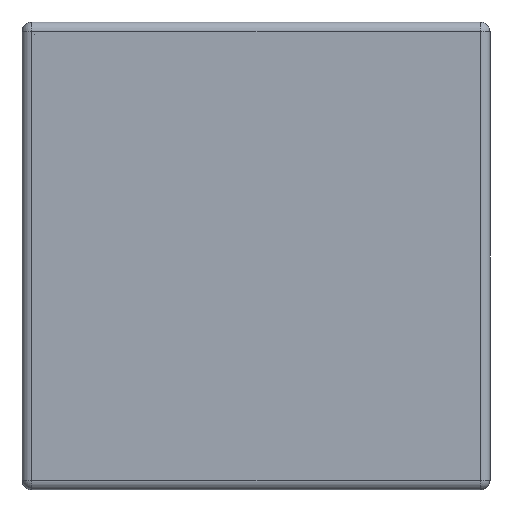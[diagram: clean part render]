
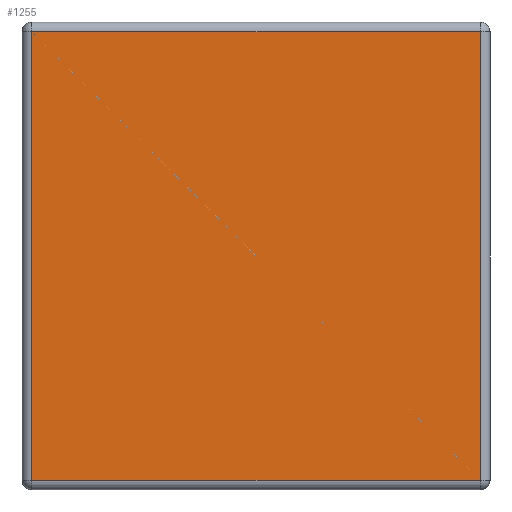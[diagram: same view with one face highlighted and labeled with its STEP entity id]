
A CAD part, left-side view. The second image highlights one B-rep face of the part: STEP entity #1255.
In plain terms, the highlighted planar face has unit normal (-1, 0, 0).
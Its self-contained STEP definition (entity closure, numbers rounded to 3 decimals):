
#57 = LINE ( 'NONE', #4012, #177 ) ;
#177 = VECTOR ( 'NONE', #4346, 1000. ) ;
#420 = EDGE_CURVE ( 'NONE', #656, #2212, #3830, .T. ) ;
#656 = VERTEX_POINT ( 'NONE', #2365 ) ;
#776 = VECTOR ( 'NONE', #2986, 1000. ) ;
#810 = DIRECTION ( 'NONE',  ( -1., 0., 0. ) ) ;
#1047 = VERTEX_POINT ( 'NONE', #2094 ) ;
#1075 = ORIENTED_EDGE ( 'NONE', *, *, #1101, .T. ) ;
#1101 = EDGE_CURVE ( 'NONE', #2212, #3931, #57, .T. ) ;
#1213 = CARTESIAN_POINT ( 'NONE',  ( 0., 0., -1.42 ) ) ;
#1255 = ADVANCED_FACE ( 'NONE', ( #4041 ), #1943, .T. ) ;
#1311 = LINE ( 'NONE', #3825, #4035 ) ;
#1565 = EDGE_LOOP ( 'NONE', ( #2527, #4506, #3022, #1075 ) ) ;
#1589 = AXIS2_PLACEMENT_3D ( 'NONE', #2249, #810, #4061 ) ;
#1816 = CARTESIAN_POINT ( 'NONE',  ( 0., 1.42, -0.03 ) ) ;
#1943 = PLANE ( 'NONE',  #1589 ) ;
#2093 = EDGE_CURVE ( 'NONE', #1047, #656, #1311, .T. ) ;
#2094 = CARTESIAN_POINT ( 'NONE',  ( 0., 0.03, -1.42 ) ) ;
#2212 = VERTEX_POINT ( 'NONE', #1816 ) ;
#2249 = CARTESIAN_POINT ( 'NONE',  ( 0., 0., 0. ) ) ;
#2266 = LINE ( 'NONE', #1213, #776 ) ;
#2365 = CARTESIAN_POINT ( 'NONE',  ( 0., 0.03, -0.03 ) ) ;
#2446 = CARTESIAN_POINT ( 'NONE',  ( 0., 1.45, -0.03 ) ) ;
#2527 = ORIENTED_EDGE ( 'NONE', *, *, #4067, .T. ) ;
#2986 = DIRECTION ( 'NONE',  ( 0., -1., 0. ) ) ;
#3022 = ORIENTED_EDGE ( 'NONE', *, *, #420, .T. ) ;
#3156 = DIRECTION ( 'NONE',  ( 0., 1., 0. ) ) ;
#3535 = CARTESIAN_POINT ( 'NONE',  ( 0., 1.42, -1.42 ) ) ;
#3825 = CARTESIAN_POINT ( 'NONE',  ( 0., 0.03, 0. ) ) ;
#3830 = LINE ( 'NONE', #2446, #4453 ) ;
#3841 = DIRECTION ( 'NONE',  ( 0., 0., 1. ) ) ;
#3931 = VERTEX_POINT ( 'NONE', #3535 ) ;
#4012 = CARTESIAN_POINT ( 'NONE',  ( 0., 1.42, -1.45 ) ) ;
#4035 = VECTOR ( 'NONE', #3841, 1000. ) ;
#4041 = FACE_OUTER_BOUND ( 'NONE', #1565, .T. ) ;
#4061 = DIRECTION ( 'NONE',  ( 0., 0., 1. ) ) ;
#4067 = EDGE_CURVE ( 'NONE', #3931, #1047, #2266, .T. ) ;
#4346 = DIRECTION ( 'NONE',  ( 0., 0., -1. ) ) ;
#4453 = VECTOR ( 'NONE', #3156, 1000. ) ;
#4506 = ORIENTED_EDGE ( 'NONE', *, *, #2093, .T. ) ;
